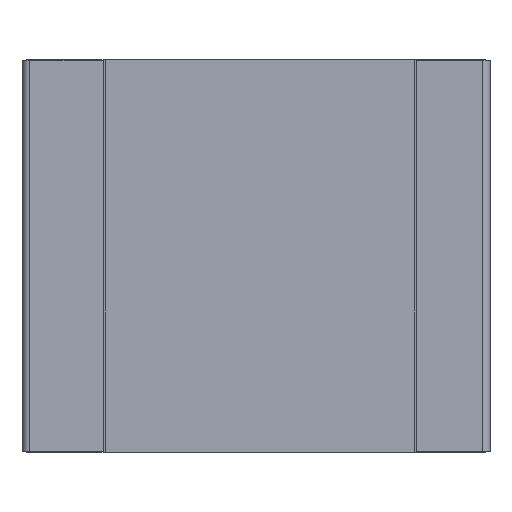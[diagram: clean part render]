
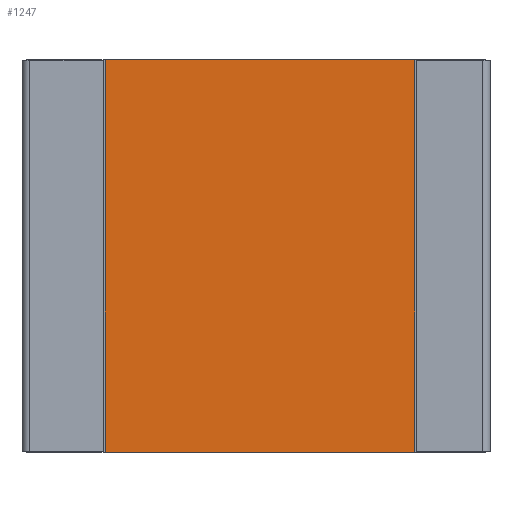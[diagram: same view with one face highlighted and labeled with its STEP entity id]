
A CAD part, top view. The second image highlights one B-rep face of the part: STEP entity #1247.
In plain terms, the highlighted planar face has unit normal (0, 0, 1).
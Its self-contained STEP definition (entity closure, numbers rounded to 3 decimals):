
#461=DIRECTION('',(0.,1.,0.));
#462=VECTOR('',#461,2.6);
#463=CARTESIAN_POINT('',(1.05,-1.3,0.275));
#464=LINE('',#463,#462);
#465=DIRECTION('',(1.,0.,0.));
#466=VECTOR('',#465,2.05);
#467=CARTESIAN_POINT('',(-1.,-1.3,0.275));
#468=LINE('',#467,#466);
#469=DIRECTION('',(0.,1.,0.));
#470=VECTOR('',#469,2.6);
#471=CARTESIAN_POINT('',(-1.,-1.3,0.275));
#472=LINE('',#471,#470);
#473=DIRECTION('',(-1.,0.,0.));
#474=VECTOR('',#473,2.05);
#475=CARTESIAN_POINT('',(1.05,1.3,0.275));
#476=LINE('',#475,#474);
#514=CARTESIAN_POINT('',(1.05,-1.3,0.275));
#515=CARTESIAN_POINT('',(1.05,1.3,0.275));
#516=VERTEX_POINT('',#514);
#517=VERTEX_POINT('',#515);
#530=CARTESIAN_POINT('',(-1.,-1.3,0.275));
#531=VERTEX_POINT('',#530);
#532=CARTESIAN_POINT('',(-1.,1.3,0.275));
#533=VERTEX_POINT('',#532);
#1235=CARTESIAN_POINT('',(0.,0.,0.275));
#1236=DIRECTION('',(0.,0.,1.));
#1237=DIRECTION('',(1.,0.,0.));
#1238=AXIS2_PLACEMENT_3D('',#1235,#1236,#1237);
#1239=PLANE('',#1238);
#1241=ORIENTED_EDGE('',*,*,#1240,.F.);
#1242=ORIENTED_EDGE('',*,*,#712,.F.);
#1243=ORIENTED_EDGE('',*,*,#1227,.T.);
#1244=ORIENTED_EDGE('',*,*,#796,.F.);
#1245=EDGE_LOOP('',(#1241,#1242,#1243,#1244));
#1246=FACE_OUTER_BOUND('',#1245,.F.);
#712=EDGE_CURVE('',#531,#516,#468,.T.);
#796=EDGE_CURVE('',#517,#533,#476,.T.);
#1227=EDGE_CURVE('',#531,#533,#472,.T.);
#1240=EDGE_CURVE('',#516,#517,#464,.T.);
#1247=ADVANCED_FACE('',(#1246),#1239,.T.);
